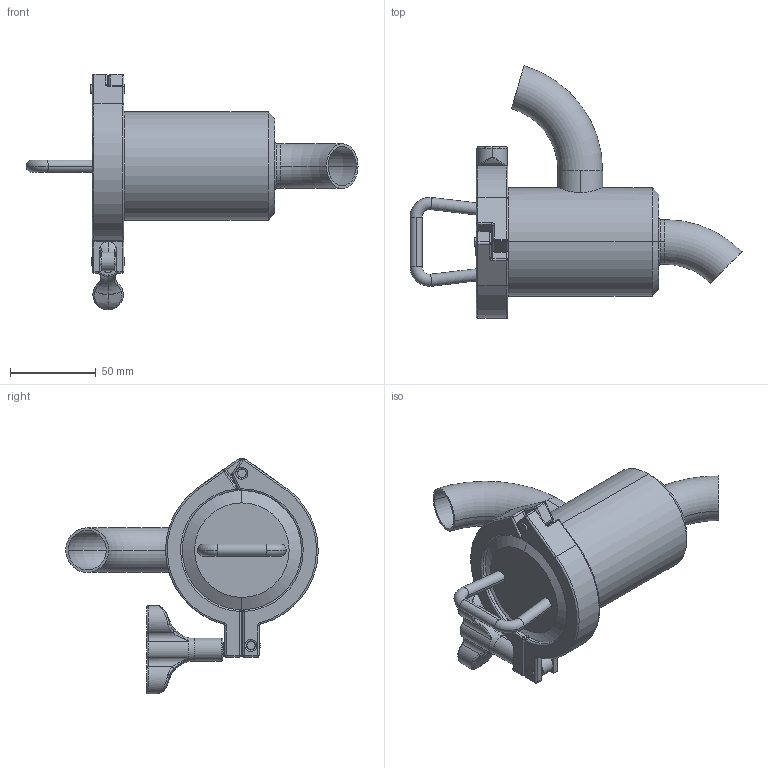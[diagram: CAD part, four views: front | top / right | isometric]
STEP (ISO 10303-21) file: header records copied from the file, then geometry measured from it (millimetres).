
FILE_DESCRIPTION (( 'STEP AP203' ), '1' );
FILE_NAME ('3D_M-7023_DN25_174771000_174771020.STEP', '2024-09-17T10:13:26', ( '' ), ( '' ), 'SwSTEP 2.0', 'SolidWorks 2024', '' );
FILE_SCHEMA (( 'CONFIG_CONTROL_DESIGN' ));
Length unit declared in the file: millimetre
Products named in the file (1): 3D_M-7023_DN25_174771000_174771020
Bounding box: 193.16 x 146.88 x 137.12 mm (x, y, z)
Volume: 259791.4 mm3; surface area: 141728.8 mm2
Topology: 10 solids, 10 shells, 534 faces, 1175 edges, 692 vertices
Faces by surface type: cylinder 255, plane 104, torus 82, bspline 39, sphere 34, cone 20
Entity records: 16731 total; most frequent: CARTESIAN_POINT 4889, DIRECTION 2719, ORIENTED_EDGE 2282, AXIS2_PLACEMENT_3D 1189, EDGE_CURVE 1141, CIRCLE 693, VERTEX_POINT 685, EDGE_LOOP 614
